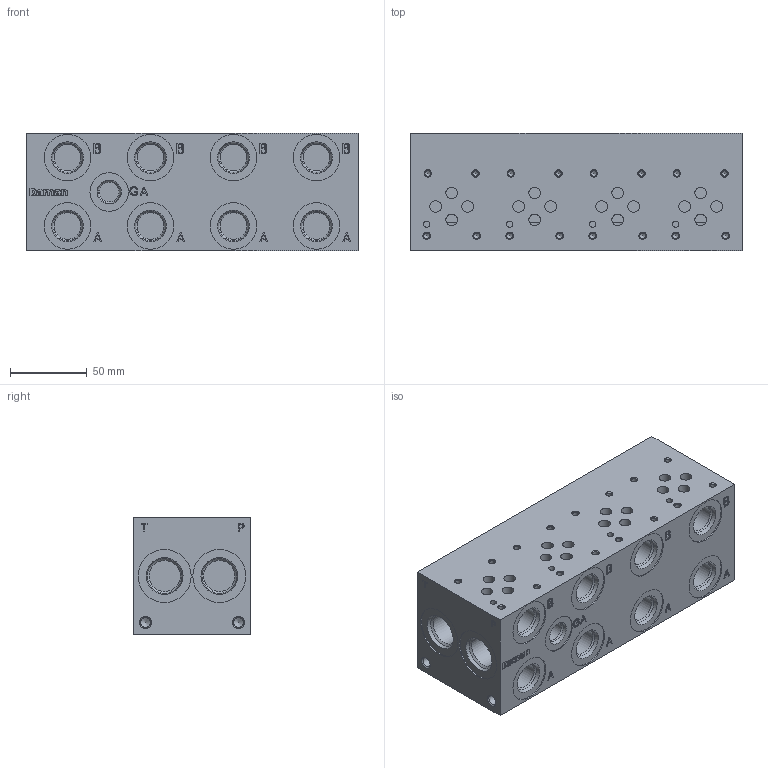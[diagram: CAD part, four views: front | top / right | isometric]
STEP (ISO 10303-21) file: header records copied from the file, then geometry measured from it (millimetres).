
FILE_DESCRIPTION( ( 'STEP AP214' ), ' ' );
FILE_NAME( 'AD03P042S_S.stp', '2018-04-23T17:52:42', ( '' ), ( '' ), ' ', 'PARTsolutions', ' ' );
FILE_SCHEMA( ( 'AUTOMOTIVE_DESIGN { 1 0 10303 214 1 1 1 1 }' ) );
Length unit declared in the file: inch
Products named in the file (1): _AD03P042S/S
Bounding box: 215.9 x 76.2 x 76.2 mm (x, y, z)
Volume: 1159785.7 mm3; surface area: 101005.2 mm2
Topology: 1 solids, 1 shells, 495 faces, 1184 edges, 767 vertices
Faces by surface type: plane 292, cylinder 133, cone 70
Full cylindrical faces by diameter (mm): 3.68 x16, 4.013 x4, 6.411 x4, 7.493 x16, 12.761 x1, 17.33 x8, 17.475 x1, 18.593 x1, 20.262 x4, 20.65 x1, 21.844 x1, 25.019 x1, 30.251 x8, 34.417 x4
Entity records: 17385 total; most frequent: CARTESIAN_POINT 2328, DIRECTION 2311, ORIENTED_EDGE 2020, EDGE_CURVE 1010, AXIS2_PLACEMENT_3D 809, VERTEX_POINT 754, EDGE_LOOP 719, LINE 693
